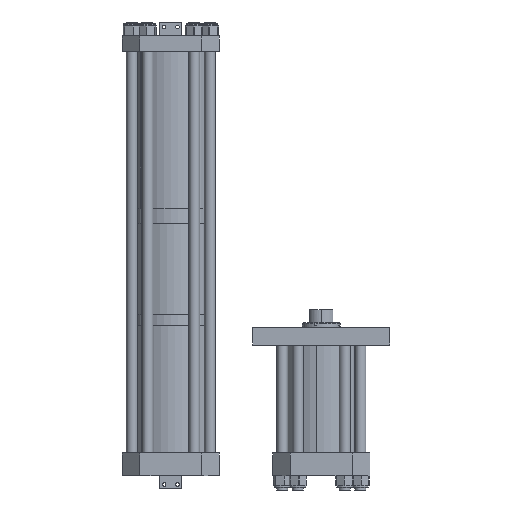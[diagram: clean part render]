
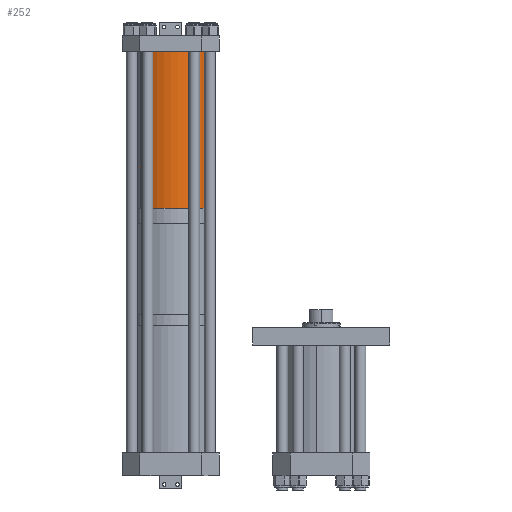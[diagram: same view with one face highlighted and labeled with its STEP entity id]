
A CAD part, front view. The second image highlights one B-rep face of the part: STEP entity #252.
In plain terms, the highlighted cylindrical face has radius 114.3 mm (diameter 228.6 mm), a partial arc.
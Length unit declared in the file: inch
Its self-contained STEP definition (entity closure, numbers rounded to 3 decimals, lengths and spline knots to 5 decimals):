
#252 = ADVANCED_FACE ( 'NONE', ( #4071 ), #2538, .T. ) ;
#356 = CARTESIAN_POINT ( 'NONE',  ( -4.5, 0., 17.716 ) ) ;
#518 = AXIS2_PLACEMENT_3D ( 'NONE', #15581, #1957, #14363 ) ;
#1183 = LINE ( 'NONE', #17507, #15479 ) ;
#1533 = DIRECTION ( 'NONE',  ( 0., 0., -1. ) ) ;
#1957 = DIRECTION ( 'NONE',  ( 0., 0., 1. ) ) ;
#2327 = CARTESIAN_POINT ( 'NONE',  ( 0., 0., 17.716 ) ) ;
#2538 = CYLINDRICAL_SURFACE ( 'NONE', #13704, 4.5 ) ;
#3250 = LINE ( 'NONE', #7204, #7216 ) ;
#3897 = ORIENTED_EDGE ( 'NONE', *, *, #10308, .F. ) ;
#4051 = CARTESIAN_POINT ( 'NONE',  ( -4.5, 0., 0. ) ) ;
#4071 = FACE_OUTER_BOUND ( 'NONE', #16697, .T. ) ;
#4162 = VERTEX_POINT ( 'NONE', #6143 ) ;
#4506 = VERTEX_POINT ( 'NONE', #4051 ) ;
#4839 = DIRECTION ( 'NONE',  ( 0., 0., -1. ) ) ;
#5112 = DIRECTION ( 'NONE',  ( 0., 0., -1. ) ) ;
#5357 = DIRECTION ( 'NONE',  ( -1., 0., 0. ) ) ;
#5804 = EDGE_CURVE ( 'NONE', #4162, #15662, #3250, .T. ) ;
#6143 = CARTESIAN_POINT ( 'NONE',  ( 4.5, 0., 17.716 ) ) ;
#6178 = EDGE_CURVE ( 'NONE', #15662, #4506, #8652, .T. ) ;
#7204 = CARTESIAN_POINT ( 'NONE',  ( 4.5, 0., 17.716 ) ) ;
#7216 = VECTOR ( 'NONE', #1533, 39.37008 ) ;
#7309 = ORIENTED_EDGE ( 'NONE', *, *, #10049, .F. ) ;
#7752 = DIRECTION ( 'NONE',  ( 0., 0., 1. ) ) ;
#8652 = CIRCLE ( 'NONE', #15118, 4.5 ) ;
#10049 = EDGE_CURVE ( 'NONE', #4162, #16269, #10722, .T. ) ;
#10308 = EDGE_CURVE ( 'NONE', #16269, #4506, #1183, .T. ) ;
#10722 = CIRCLE ( 'NONE', #518, 4.5 ) ;
#12250 = CARTESIAN_POINT ( 'NONE',  ( 4.5, 0., 0. ) ) ;
#13262 = DIRECTION ( 'NONE',  ( 1., 0., 0. ) ) ;
#13704 = AXIS2_PLACEMENT_3D ( 'NONE', #2327, #5112, #5357 ) ;
#13733 = ORIENTED_EDGE ( 'NONE', *, *, #6178, .T. ) ;
#14363 = DIRECTION ( 'NONE',  ( 1., 0., 0. ) ) ;
#14505 = ORIENTED_EDGE ( 'NONE', *, *, #5804, .T. ) ;
#14776 = CARTESIAN_POINT ( 'NONE',  ( 0., 0., 0. ) ) ;
#15118 = AXIS2_PLACEMENT_3D ( 'NONE', #14776, #7752, #13262 ) ;
#15479 = VECTOR ( 'NONE', #4839, 39.37008 ) ;
#15581 = CARTESIAN_POINT ( 'NONE',  ( 0., 0., 17.716 ) ) ;
#15662 = VERTEX_POINT ( 'NONE', #12250 ) ;
#16269 = VERTEX_POINT ( 'NONE', #356 ) ;
#16697 = EDGE_LOOP ( 'NONE', ( #7309, #14505, #13733, #3897 ) ) ;
#17507 = CARTESIAN_POINT ( 'NONE',  ( -4.5, 0., 17.716 ) ) ;
